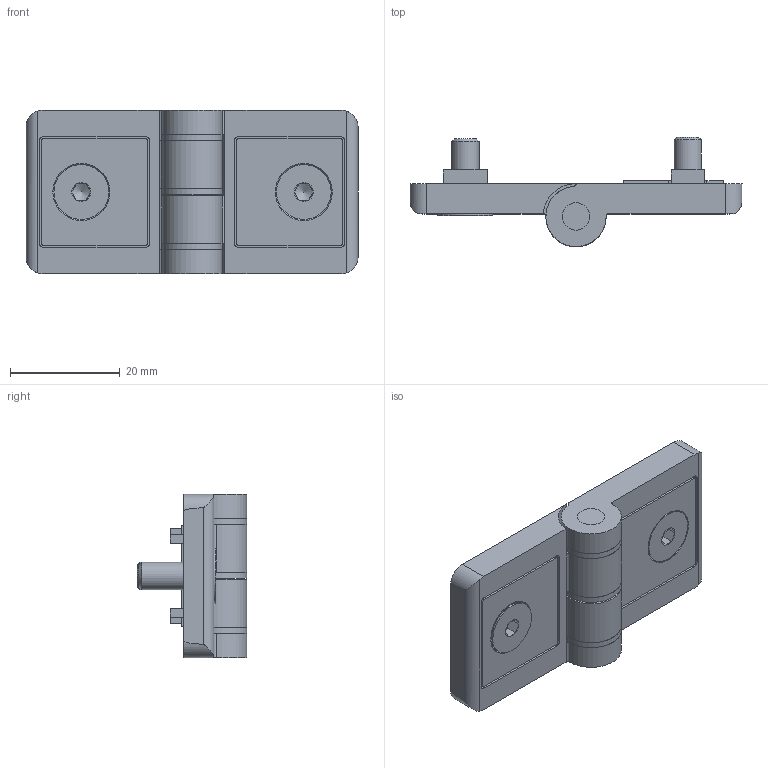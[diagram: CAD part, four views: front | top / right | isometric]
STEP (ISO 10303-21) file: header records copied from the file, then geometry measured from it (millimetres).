
FILE_DESCRIPTION(/* description */ (''),/* implementation_level */ '2;1');
FILE_NAME(/* name */ '10467_Scharnier_6_8_Zn_6_8.stp',/* time_stamp */ '2020-08-20T15:25:31+02:00',/* author */ ('Nell'),/* organization */ (''),/* preprocessor_version */ 'ST-DEVELOPER v17',/* originating_system */ 'Autodesk Inventor 2018',/* authorisation */ '');
FILE_SCHEMA (('AUTOMOTIVE_DESIGN { 1 0 10303 214 3 1 1 }'));
Length unit declared in the file: millimetre
Products named in the file (9): 10467_Scharnier_6_8_Zn_6_8; Scharnier 6 Zn 6_62; Scharnier 6 Zn 6_65; Scharnier 6 Zn 6_67; Scharnier 6 Zn 6_69; Scharnier 6 Zn 6_61; Scharnier 6 Zn 6_610; Verdrehsicherung; Scharnier 6 Zn 6_66
Assembly tree (10 placements, depth 2):
  10467_Scharnier_6_8_Zn_6_8
    Scharnier 6 Zn 6_62
    Scharnier 6 Zn 6_65
    Scharnier 6 Zn 6_66  x2
    Scharnier 6 Zn 6_67
    Scharnier 6 Zn 6_69
    Scharnier 6 Zn 6_610  x2
    Scharnier 6 Zn 6_61
    Verdrehsicherung
Bounding box: 60.6 x 20 x 29.8 mm (x, y, z)
Volume: 10759 mm3; surface area: 10133.8 mm2
Topology: 10 solids, 10 shells, 196 faces, 492 edges, 311 vertices
Faces by surface type: plane 115, cylinder 71, cone 10
Full cylindrical faces by diameter (mm): 3.465 x2, 5 x10, 5.3 x2, 10 x2, 10.4 x2, 11 x3
Entity records: 5528 total; most frequent: CARTESIAN_POINT 979, DIRECTION 940, ORIENTED_EDGE 846, EDGE_CURVE 423, AXIS2_PLACEMENT_3D 343, VERTEX_POINT 276, LINE 254, VECTOR 254
